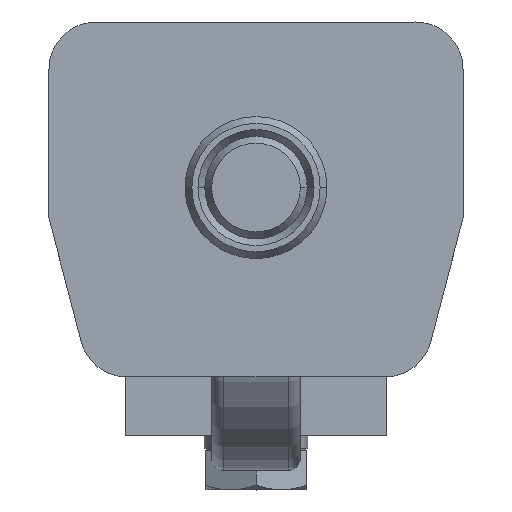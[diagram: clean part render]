
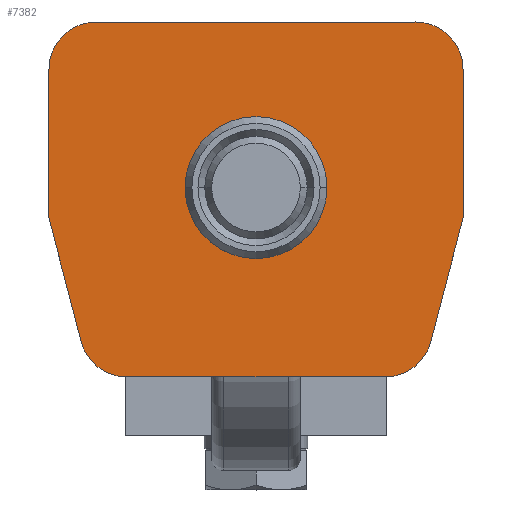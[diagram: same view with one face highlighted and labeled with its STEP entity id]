
A CAD part, top view. The second image highlights one B-rep face of the part: STEP entity #7382.
In plain terms, the highlighted planar face has unit normal (0, 0, 1).
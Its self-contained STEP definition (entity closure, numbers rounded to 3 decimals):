
#34 = CIRCLE ( 'NONE', #4258, 1. ) ;
#35 = DIRECTION ( 'NONE',  ( 0., 1., 0. ) ) ;
#42 = AXIS2_PLACEMENT_3D ( 'NONE', #4388, #7079, #8489 ) ;
#82 = DIRECTION ( 'NONE',  ( 0., 0., 1. ) ) ;
#105 = CARTESIAN_POINT ( 'NONE',  ( 73.067, 7.996, 45.754 ) ) ;
#121 = CARTESIAN_POINT ( 'NONE',  ( 16.25, 51.996, 45.754 ) ) ;
#218 = VERTEX_POINT ( 'NONE', #5357 ) ;
#247 = CARTESIAN_POINT ( 'NONE',  ( 24.25, 59.996, 45.754 ) ) ;
#248 = ORIENTED_EDGE ( 'NONE', *, *, #6054, .F. ) ;
#350 = CARTESIAN_POINT ( 'NONE',  ( 16.25, 51.996, 45.754 ) ) ;
#400 = VECTOR ( 'NONE', #4910, 1000. ) ;
#466 = EDGE_CURVE ( 'NONE', #4071, #1252, #2152, .T. ) ;
#567 = DIRECTION ( 'NONE',  ( 0., 0., 1. ) ) ;
#608 = CARTESIAN_POINT ( 'NONE',  ( 78.25, 59.996, 45.754 ) ) ;
#643 = ORIENTED_EDGE ( 'NONE', *, *, #2302, .F. ) ;
#653 = DIRECTION ( 'NONE',  ( 1., 0., 0. ) ) ;
#733 = DIRECTION ( 'NONE',  ( 1., 0., 0. ) ) ;
#889 = CARTESIAN_POINT ( 'NONE',  ( 86.25, 26.996, 45.754 ) ) ;
#908 = DIRECTION ( 'NONE',  ( -0.252, 0.968, 0. ) ) ;
#912 = ORIENTED_EDGE ( 'NONE', *, *, #4890, .F. ) ;
#930 = CARTESIAN_POINT ( 'NONE',  ( 29.433, -0.004, 45.754 ) ) ;
#935 = ORIENTED_EDGE ( 'NONE', *, *, #1849, .F. ) ;
#1126 = ORIENTED_EDGE ( 'NONE', *, *, #7731, .F. ) ;
#1214 = CARTESIAN_POINT ( 'NONE',  ( 51.25, 31.996, 45.754 ) ) ;
#1216 = CARTESIAN_POINT ( 'NONE',  ( 78.25, 51.996, 45.754 ) ) ;
#1252 = VERTEX_POINT ( 'NONE', #1269 ) ;
#1259 = LINE ( 'NONE', #7311, #2421 ) ;
#1269 = CARTESIAN_POINT ( 'NONE',  ( 24.25, 59.996, 45.754 ) ) ;
#1359 = AXIS2_PLACEMENT_3D ( 'NONE', #1214, #567, #3244 ) ;
#1462 = ORIENTED_EDGE ( 'NONE', *, *, #2133, .F. ) ;
#1484 = DIRECTION ( 'NONE',  ( 0., 0., -1. ) ) ;
#1489 = DIRECTION ( 'NONE',  ( 0., -1., 0. ) ) ;
#1668 = VERTEX_POINT ( 'NONE', #8543 ) ;
#1753 = EDGE_CURVE ( 'NONE', #8367, #6359, #1259, .T. ) ;
#1839 = VERTEX_POINT ( 'NONE', #608 ) ;
#1849 = EDGE_CURVE ( 'NONE', #4947, #8367, #34, .T. ) ;
#1994 = ORIENTED_EDGE ( 'NONE', *, *, #1753, .F. ) ;
#2018 = CARTESIAN_POINT ( 'NONE',  ( 51.25, 31.996, 45.754 ) ) ;
#2128 = DIRECTION ( 'NONE',  ( 0., 0., -1. ) ) ;
#2133 = EDGE_CURVE ( 'NONE', #7432, #218, #6798, .T. ) ;
#2152 = CIRCLE ( 'NONE', #3279, 8. ) ;
#2159 = CARTESIAN_POINT ( 'NONE',  ( 86.25, 51.996, 45.754 ) ) ;
#2302 = EDGE_CURVE ( 'NONE', #5929, #8303, #6097, .T. ) ;
#2421 = VECTOR ( 'NONE', #7398, 1000. ) ;
#2439 = ORIENTED_EDGE ( 'NONE', *, *, #466, .F. ) ;
#2485 = CIRCLE ( 'NONE', #7285, 8. ) ;
#2731 = EDGE_LOOP ( 'NONE', ( #7071, #5300 ) ) ;
#2791 = VECTOR ( 'NONE', #908, 1000. ) ;
#2837 = DIRECTION ( 'NONE',  ( 0., 0., -1. ) ) ;
#2868 = DIRECTION ( 'NONE',  ( 1., 0., 0. ) ) ;
#2872 = LINE ( 'NONE', #930, #400 ) ;
#2878 = LINE ( 'NONE', #247, #8548 ) ;
#2894 = CIRCLE ( 'NONE', #8537, 12. ) ;
#2934 = VECTOR ( 'NONE', #1489, 1000. ) ;
#2945 = EDGE_CURVE ( 'NONE', #8303, #7432, #6422, .T. ) ;
#2966 = FACE_BOUND ( 'NONE', #2731, .T. ) ;
#2980 = EDGE_CURVE ( 'NONE', #1839, #6409, #3508, .T. ) ;
#3244 = DIRECTION ( 'NONE',  ( 1., 0., 0. ) ) ;
#3279 = AXIS2_PLACEMENT_3D ( 'NONE', #8237, #1484, #3561 ) ;
#3346 = VERTEX_POINT ( 'NONE', #3946 ) ;
#3508 = CIRCLE ( 'NONE', #6035, 8. ) ;
#3561 = DIRECTION ( 'NONE',  ( 1., 0., 0. ) ) ;
#3649 = ORIENTED_EDGE ( 'NONE', *, *, #4672, .F. ) ;
#3946 = CARTESIAN_POINT ( 'NONE',  ( 63.25, 31.996, 45.754 ) ) ;
#4071 = VERTEX_POINT ( 'NONE', #350 ) ;
#4083 = CARTESIAN_POINT ( 'NONE',  ( 29.433, 7.996, 45.754 ) ) ;
#4212 = DIRECTION ( 'NONE',  ( 1., 0., 0. ) ) ;
#4239 = EDGE_CURVE ( 'NONE', #5204, #3346, #2894, .T. ) ;
#4258 = AXIS2_PLACEMENT_3D ( 'NONE', #6781, #5984, #733 ) ;
#4300 = CARTESIAN_POINT ( 'NONE',  ( 16.282, 26.744, 45.754 ) ) ;
#4327 = CARTESIAN_POINT ( 'NONE',  ( 21.691, 5.98, 45.754 ) ) ;
#4388 = CARTESIAN_POINT ( 'NONE',  ( 17.25, 26.996, 45.754 ) ) ;
#4401 = CARTESIAN_POINT ( 'NONE',  ( 16.282, 26.744, 45.754 ) ) ;
#4425 = CARTESIAN_POINT ( 'NONE',  ( 24.25, 51.996, 45.754 ) ) ;
#4631 = LINE ( 'NONE', #121, #6478 ) ;
#4672 = EDGE_CURVE ( 'NONE', #1252, #1839, #2878, .T. ) ;
#4695 = AXIS2_PLACEMENT_3D ( 'NONE', #4083, #2837, #7687 ) ;
#4890 = EDGE_CURVE ( 'NONE', #6359, #1668, #2485, .T. ) ;
#4910 = DIRECTION ( 'NONE',  ( -1., 0., 0. ) ) ;
#4947 = VERTEX_POINT ( 'NONE', #889 ) ;
#5001 = PLANE ( 'NONE',  #5065 ) ;
#5065 = AXIS2_PLACEMENT_3D ( 'NONE', #4425, #5795, #7693 ) ;
#5204 = VERTEX_POINT ( 'NONE', #8689 ) ;
#5300 = ORIENTED_EDGE ( 'NONE', *, *, #4239, .F. ) ;
#5357 = CARTESIAN_POINT ( 'NONE',  ( 16.25, 26.996, 45.754 ) ) ;
#5379 = EDGE_CURVE ( 'NONE', #3346, #5204, #8416, .T. ) ;
#5565 = EDGE_LOOP ( 'NONE', ( #2439, #1126, #1462, #7747, #643, #248, #912, #1994, #935, #5696, #7878, #3649 ) ) ;
#5696 = ORIENTED_EDGE ( 'NONE', *, *, #8549, .F. ) ;
#5781 = CARTESIAN_POINT ( 'NONE',  ( 86.218, 26.744, 45.754 ) ) ;
#5795 = DIRECTION ( 'NONE',  ( 0., 0., -1. ) ) ;
#5902 = DIRECTION ( 'NONE',  ( -1., 0., 0. ) ) ;
#5929 = VERTEX_POINT ( 'NONE', #5934 ) ;
#5934 = CARTESIAN_POINT ( 'NONE',  ( 29.433, -0.004, 45.754 ) ) ;
#5984 = DIRECTION ( 'NONE',  ( 0., 0., -1. ) ) ;
#6035 = AXIS2_PLACEMENT_3D ( 'NONE', #1216, #6512, #5902 ) ;
#6054 = EDGE_CURVE ( 'NONE', #1668, #5929, #2872, .T. ) ;
#6097 = CIRCLE ( 'NONE', #4695, 8. ) ;
#6182 = CARTESIAN_POINT ( 'NONE',  ( 80.809, 5.98, 45.754 ) ) ;
#6252 = CARTESIAN_POINT ( 'NONE',  ( 86.25, 51.996, 45.754 ) ) ;
#6359 = VERTEX_POINT ( 'NONE', #6182 ) ;
#6409 = VERTEX_POINT ( 'NONE', #2159 ) ;
#6422 = LINE ( 'NONE', #4401, #2791 ) ;
#6478 = VECTOR ( 'NONE', #35, 1000. ) ;
#6512 = DIRECTION ( 'NONE',  ( 0., 0., -1. ) ) ;
#6781 = CARTESIAN_POINT ( 'NONE',  ( 85.25, 26.996, 45.754 ) ) ;
#6798 = CIRCLE ( 'NONE', #42, 1. ) ;
#7071 = ORIENTED_EDGE ( 'NONE', *, *, #5379, .F. ) ;
#7079 = DIRECTION ( 'NONE',  ( 0., 0., -1. ) ) ;
#7285 = AXIS2_PLACEMENT_3D ( 'NONE', #105, #2128, #2868 ) ;
#7311 = CARTESIAN_POINT ( 'NONE',  ( 80.809, 5.98, 45.754 ) ) ;
#7382 = ADVANCED_FACE ( 'NONE', ( #7605, #2966 ), #5001, .F. ) ;
#7398 = DIRECTION ( 'NONE',  ( -0.252, -0.968, 0. ) ) ;
#7432 = VERTEX_POINT ( 'NONE', #4300 ) ;
#7534 = LINE ( 'NONE', #6252, #2934 ) ;
#7605 = FACE_OUTER_BOUND ( 'NONE', #5565, .T. ) ;
#7687 = DIRECTION ( 'NONE',  ( 1., 0., 0. ) ) ;
#7693 = DIRECTION ( 'NONE',  ( 1., 0., 0. ) ) ;
#7731 = EDGE_CURVE ( 'NONE', #218, #4071, #4631, .T. ) ;
#7747 = ORIENTED_EDGE ( 'NONE', *, *, #2945, .F. ) ;
#7878 = ORIENTED_EDGE ( 'NONE', *, *, #2980, .F. ) ;
#8237 = CARTESIAN_POINT ( 'NONE',  ( 24.25, 51.996, 45.754 ) ) ;
#8303 = VERTEX_POINT ( 'NONE', #4327 ) ;
#8367 = VERTEX_POINT ( 'NONE', #5781 ) ;
#8416 = CIRCLE ( 'NONE', #1359, 12. ) ;
#8489 = DIRECTION ( 'NONE',  ( 1., 0., 0. ) ) ;
#8537 = AXIS2_PLACEMENT_3D ( 'NONE', #2018, #82, #653 ) ;
#8543 = CARTESIAN_POINT ( 'NONE',  ( 73.067, -0.004, 45.754 ) ) ;
#8548 = VECTOR ( 'NONE', #4212, 1000. ) ;
#8549 = EDGE_CURVE ( 'NONE', #6409, #4947, #7534, .T. ) ;
#8689 = CARTESIAN_POINT ( 'NONE',  ( 39.25, 31.996, 45.754 ) ) ;
